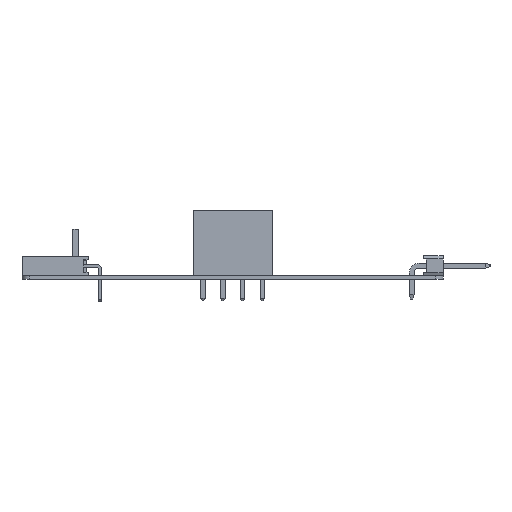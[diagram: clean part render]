
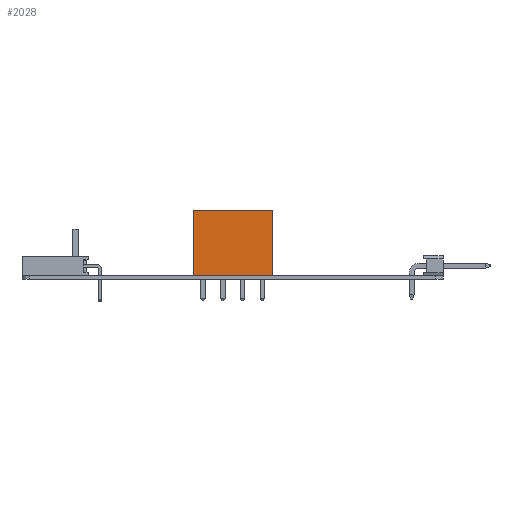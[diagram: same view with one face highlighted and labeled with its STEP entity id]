
A CAD part, front view. The second image highlights one B-rep face of the part: STEP entity #2028.
In plain terms, the highlighted planar face has unit normal (0, -1, 0).
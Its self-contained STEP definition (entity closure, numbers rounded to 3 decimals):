
#1736 = EDGE_CURVE('',#1737,#1739,#1741,.T.);
#1737 = VERTEX_POINT('',#1738);
#1738 = CARTESIAN_POINT('',(8.89,-1.27,8.4));
#1739 = VERTEX_POINT('',#1740);
#1740 = CARTESIAN_POINT('',(8.89,-1.27,0.));
#1741 = LINE('',#1742,#1743);
#1742 = CARTESIAN_POINT('',(8.89,-1.27,0.));
#1743 = VECTOR('',#1744,1.);
#1744 = DIRECTION('',(0.,0.,-1.));
#1833 = EDGE_CURVE('',#1834,#1737,#1836,.T.);
#1834 = VERTEX_POINT('',#1835);
#1835 = CARTESIAN_POINT('',(-1.27,-1.27,8.4));
#1836 = LINE('',#1837,#1838);
#1837 = CARTESIAN_POINT('',(0.,-1.27,8.4));
#1838 = VECTOR('',#1839,1.);
#1839 = DIRECTION('',(1.,0.,0.));
#1986 = VERTEX_POINT('',#1987);
#1987 = CARTESIAN_POINT('',(-1.27,-1.27,0.));
#1993 = EDGE_CURVE('',#1986,#1834,#1994,.T.);
#1994 = LINE('',#1995,#1996);
#1995 = CARTESIAN_POINT('',(-1.27,-1.27,0.));
#1996 = VECTOR('',#1997,1.);
#1997 = DIRECTION('',(0.,0.,1.));
#2028 = ADVANCED_FACE('',(#2029),#2040,.T.);
#2029 = FACE_BOUND('',#2030,.T.);
#2030 = EDGE_LOOP('',(#2031,#2032,#2033,#2039));
#2031 = ORIENTED_EDGE('',*,*,#1833,.F.);
#2032 = ORIENTED_EDGE('',*,*,#1993,.F.);
#2033 = ORIENTED_EDGE('',*,*,#2034,.T.);
#2034 = EDGE_CURVE('',#1986,#1739,#2035,.T.);
#2035 = LINE('',#2036,#2037);
#2036 = CARTESIAN_POINT('',(-1.27,-1.27,0.));
#2037 = VECTOR('',#2038,1.);
#2038 = DIRECTION('',(1.,0.,0.));
#2039 = ORIENTED_EDGE('',*,*,#1736,.F.);
#2040 = PLANE('',#2041);
#2041 = AXIS2_PLACEMENT_3D('',#2042,#2043,#2044);
#2042 = CARTESIAN_POINT('',(-1.27,-1.27,0.));
#2043 = DIRECTION('',(0.,-1.,0.));
#2044 = DIRECTION('',(0.,0.,-1.));
